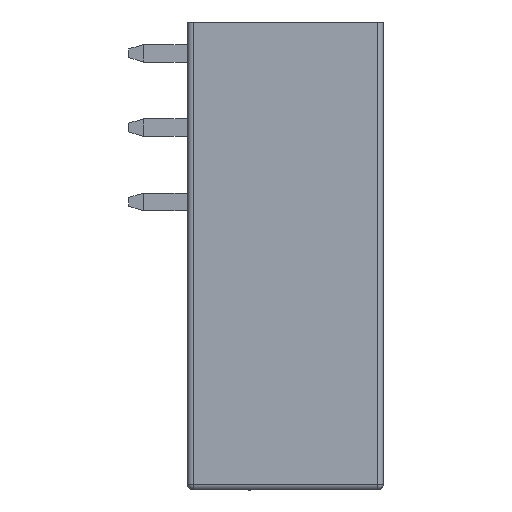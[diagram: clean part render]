
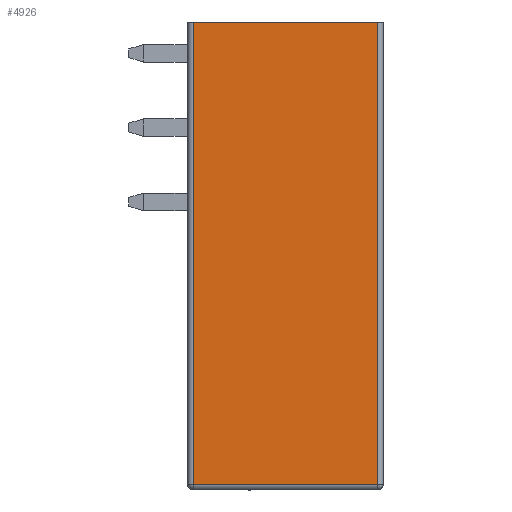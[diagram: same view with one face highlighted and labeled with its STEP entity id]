
A CAD part, front view. The second image highlights one B-rep face of the part: STEP entity #4926.
In plain terms, the highlighted planar face has unit normal (0, -1, 0).
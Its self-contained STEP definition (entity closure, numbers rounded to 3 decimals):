
#1162=DIRECTION('',(0.,0.,1.));
#1163=VECTOR('',#1162,31.6);
#1164=CARTESIAN_POINT('',(6.3,-40.28,-15.6));
#1165=LINE('',#1164,#1163);
#1166=DIRECTION('',(1.,0.,0.));
#1167=VECTOR('',#1166,12.6);
#1168=CARTESIAN_POINT('',(-6.3,-40.28,-15.6));
#1169=LINE('',#1168,#1167);
#1170=DIRECTION('',(0.,0.,-1.));
#1171=VECTOR('',#1170,31.6);
#1172=CARTESIAN_POINT('',(-6.3,-40.28,16.));
#1173=LINE('',#1172,#1171);
#1174=DIRECTION('',(1.,0.,0.));
#1175=VECTOR('',#1174,12.6);
#1176=CARTESIAN_POINT('',(-6.3,-40.28,16.));
#1177=LINE('',#1176,#1175);
#3133=CARTESIAN_POINT('',(6.3,-40.28,16.));
#3135=VERTEX_POINT('',#3133);
#3139=CARTESIAN_POINT('',(6.3,-40.28,-15.6));
#3140=VERTEX_POINT('',#3139);
#3143=CARTESIAN_POINT('',(-6.3,-40.28,-15.6));
#3144=VERTEX_POINT('',#3143);
#3150=CARTESIAN_POINT('',(-6.3,-40.28,16.));
#3152=VERTEX_POINT('',#3150);
#4913=CARTESIAN_POINT('',(0.,-40.28,0.));
#4914=DIRECTION('',(0.,1.,0.));
#4915=DIRECTION('',(1.,0.,0.));
#4916=AXIS2_PLACEMENT_3D('',#4913,#4914,#4915);
#4917=PLANE('',#4916);
#4919=ORIENTED_EDGE('',*,*,#4918,.F.);
#4921=ORIENTED_EDGE('',*,*,#4920,.F.);
#4922=ORIENTED_EDGE('',*,*,#4905,.F.);
#4923=ORIENTED_EDGE('',*,*,#3160,.T.);
#4924=EDGE_LOOP('',(#4919,#4921,#4922,#4923));
#4925=FACE_OUTER_BOUND('',#4924,.F.);
#3160=EDGE_CURVE('',#3152,#3135,#1177,.T.);
#4905=EDGE_CURVE('',#3152,#3144,#1173,.T.);
#4918=EDGE_CURVE('',#3140,#3135,#1165,.T.);
#4920=EDGE_CURVE('',#3144,#3140,#1169,.T.);
#4926=ADVANCED_FACE('',(#4925),#4917,.F.);
